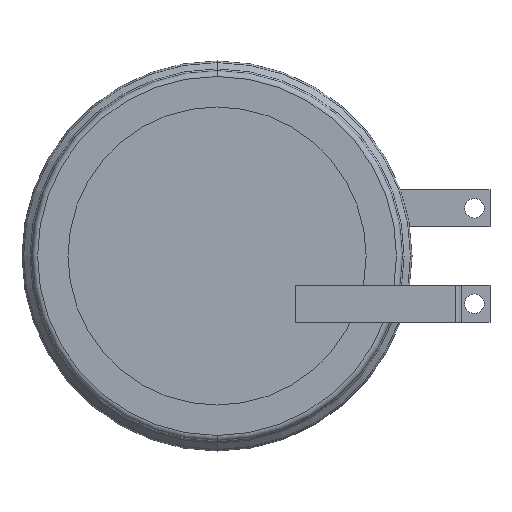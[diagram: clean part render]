
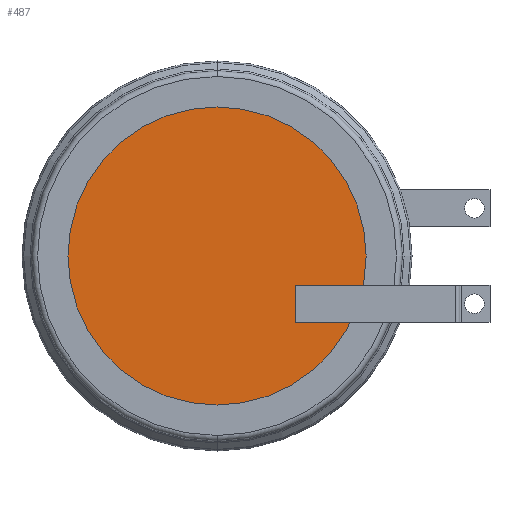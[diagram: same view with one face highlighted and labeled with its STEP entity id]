
A CAD part, front view. The second image highlights one B-rep face of the part: STEP entity #487.
In plain terms, the highlighted planar face has unit normal (0, -1, 0).
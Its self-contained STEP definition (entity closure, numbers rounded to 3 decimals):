
#10 = CARTESIAN_POINT ( 'NONE',  ( 0., 0.05, 0. ) ) ;
#142 = FACE_OUTER_BOUND ( 'NONE', #241, .T. ) ;
#166 = CARTESIAN_POINT ( 'NONE',  ( 0., 0.05, 7.651 ) ) ;
#214 = VERTEX_POINT ( 'NONE', #956 ) ;
#241 = EDGE_LOOP ( 'NONE', ( #1185, #540 ) ) ;
#347 = AXIS2_PLACEMENT_3D ( 'NONE', #1253, #448, #1138 ) ;
#352 = EDGE_CURVE ( 'NONE', #214, #1132, #1381, .T. ) ;
#448 = DIRECTION ( 'NONE',  ( 0., -1., 0. ) ) ;
#468 = DIRECTION ( 'NONE',  ( 0., -1., 0. ) ) ;
#487 = ADVANCED_FACE ( 'NONE', ( #142 ), #1410, .F. ) ;
#540 = ORIENTED_EDGE ( 'NONE', *, *, #352, .T. ) ;
#543 = EDGE_CURVE ( 'NONE', #1132, #214, #690, .T. ) ;
#685 = AXIS2_PLACEMENT_3D ( 'NONE', #921, #468, #1277 ) ;
#690 = CIRCLE ( 'NONE', #685, 7.651 ) ;
#810 = DIRECTION ( 'NONE',  ( 0., 0., 1. ) ) ;
#912 = AXIS2_PLACEMENT_3D ( 'NONE', #10, #1050, #810 ) ;
#921 = CARTESIAN_POINT ( 'NONE',  ( 0., 0.05, 0. ) ) ;
#956 = CARTESIAN_POINT ( 'NONE',  ( 0., 0.05, -7.651 ) ) ;
#1050 = DIRECTION ( 'NONE',  ( 0., 1., 0. ) ) ;
#1132 = VERTEX_POINT ( 'NONE', #166 ) ;
#1138 = DIRECTION ( 'NONE',  ( 0., 0., 1. ) ) ;
#1185 = ORIENTED_EDGE ( 'NONE', *, *, #543, .T. ) ;
#1253 = CARTESIAN_POINT ( 'NONE',  ( 0., 0.05, 0. ) ) ;
#1277 = DIRECTION ( 'NONE',  ( 0., 0., 1. ) ) ;
#1381 = CIRCLE ( 'NONE', #347, 7.651 ) ;
#1410 = PLANE ( 'NONE',  #912 ) ;
